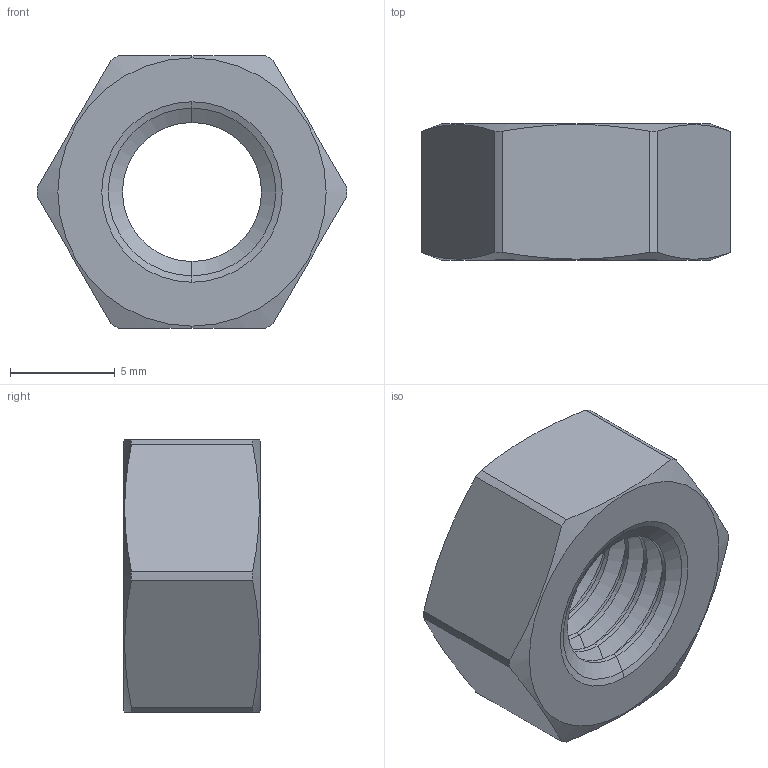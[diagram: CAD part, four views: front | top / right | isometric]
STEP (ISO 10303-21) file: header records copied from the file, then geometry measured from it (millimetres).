
FILE_DESCRIPTION (( 'STEP AP214' ), '1' );
FILE_NAME ('M6M-Steel-M8-fzb.STEP', '2020-09-01T14:31:55', ( '' ), ( '' ), 'SwSTEP 2.0', 'SolidWorks 2016', '' );
FILE_SCHEMA (( 'AUTOMOTIVE_DESIGN' ));
Length unit declared in the file: millimetre
Products named in the file (1): M6M-Steel-M8-fzb
Bounding box: 14.78 x 6.5 x 13 mm (x, y, z)
Volume: 668.7 mm3; surface area: 707 mm2
Topology: 1 solids, 1 shells, 66 faces, 146 edges, 82 vertices
Faces by surface type: cone 30, cylinder 28, plane 8
Entity records: 1850 total; most frequent: CARTESIAN_POINT 351, DIRECTION 330, ORIENTED_EDGE 292, EDGE_CURVE 146, AXIS2_PLACEMENT_3D 133, VERTEX_POINT 82, EDGE_LOOP 68, ADVANCED_FACE 66
